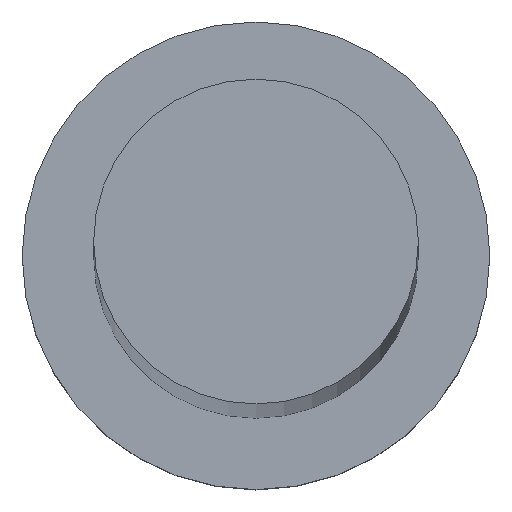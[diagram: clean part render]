
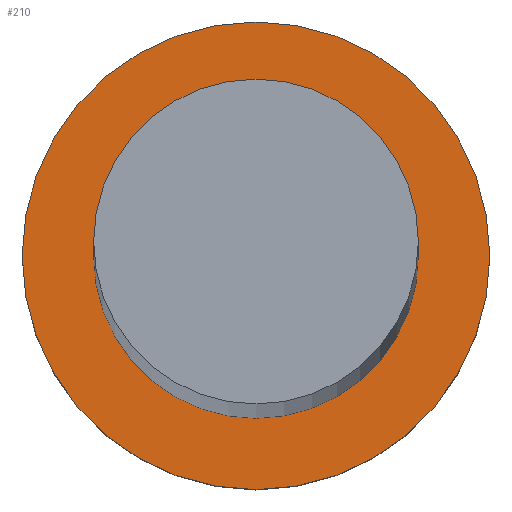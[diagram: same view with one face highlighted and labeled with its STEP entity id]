
A CAD part, top view. The second image highlights one B-rep face of the part: STEP entity #210.
In plain terms, the highlighted planar face has unit normal (0, 0, 1).
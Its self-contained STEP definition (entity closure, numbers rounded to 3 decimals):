
#15 = FACE_OUTER_BOUND ( 'NONE', #101, .T. ) ;
#32 = DIRECTION ( 'NONE',  ( 0., 0., 1. ) ) ;
#34 = CARTESIAN_POINT ( 'NONE',  ( -9., 0., 7. ) ) ;
#40 = CARTESIAN_POINT ( 'NONE',  ( 0., 0., 7. ) ) ;
#53 = CIRCLE ( 'NONE', #246, 9. ) ;
#59 = CARTESIAN_POINT ( 'NONE',  ( 0., 0., 7. ) ) ;
#62 = AXIS2_PLACEMENT_3D ( 'NONE', #59, #202, #200 ) ;
#64 = VERTEX_POINT ( 'NONE', #90 ) ;
#66 = DIRECTION ( 'NONE',  ( 0., 0., 1. ) ) ;
#68 = CIRCLE ( 'NONE', #161, 6.25 ) ;
#73 = CARTESIAN_POINT ( 'NONE',  ( 0., 0., 7. ) ) ;
#74 = PLANE ( 'NONE',  #206 ) ;
#78 = EDGE_CURVE ( 'NONE', #79, #64, #167, .T. ) ;
#79 = VERTEX_POINT ( 'NONE', #93 ) ;
#83 = AXIS2_PLACEMENT_3D ( 'NONE', #132, #32, #173 ) ;
#87 = DIRECTION ( 'NONE',  ( 1., 0., 0. ) ) ;
#90 = CARTESIAN_POINT ( 'NONE',  ( -6.25, 0., 7. ) ) ;
#93 = CARTESIAN_POINT ( 'NONE',  ( 6.25, 0., 7. ) ) ;
#95 = CARTESIAN_POINT ( 'NONE',  ( 0., 0., 7. ) ) ;
#101 = EDGE_LOOP ( 'NONE', ( #160, #179 ) ) ;
#104 = VERTEX_POINT ( 'NONE', #34 ) ;
#109 = DIRECTION ( 'NONE',  ( 0., 0., 1. ) ) ;
#121 = DIRECTION ( 'NONE',  ( 1., 0., 0. ) ) ;
#127 = EDGE_CURVE ( 'NONE', #64, #79, #68, .T. ) ;
#132 = CARTESIAN_POINT ( 'NONE',  ( 0., 0., 7. ) ) ;
#133 = ORIENTED_EDGE ( 'NONE', *, *, #78, .F. ) ;
#147 = CIRCLE ( 'NONE', #62, 9. ) ;
#157 = VERTEX_POINT ( 'NONE', #188 ) ;
#160 = ORIENTED_EDGE ( 'NONE', *, *, #219, .T. ) ;
#161 = AXIS2_PLACEMENT_3D ( 'NONE', #95, #218, #186 ) ;
#167 = CIRCLE ( 'NONE', #83, 6.25 ) ;
#173 = DIRECTION ( 'NONE',  ( 1., 0., 0. ) ) ;
#177 = ORIENTED_EDGE ( 'NONE', *, *, #127, .F. ) ;
#179 = ORIENTED_EDGE ( 'NONE', *, *, #245, .T. ) ;
#186 = DIRECTION ( 'NONE',  ( 1., 0., 0. ) ) ;
#188 = CARTESIAN_POINT ( 'NONE',  ( 9., 0., 7. ) ) ;
#190 = FACE_BOUND ( 'NONE', #241, .T. ) ;
#200 = DIRECTION ( 'NONE',  ( 1., 0., 0. ) ) ;
#202 = DIRECTION ( 'NONE',  ( 0., 0., 1. ) ) ;
#206 = AXIS2_PLACEMENT_3D ( 'NONE', #73, #109, #87 ) ;
#210 = ADVANCED_FACE ( 'NONE', ( #190, #15 ), #74, .T. ) ;
#218 = DIRECTION ( 'NONE',  ( 0., 0., 1. ) ) ;
#219 = EDGE_CURVE ( 'NONE', #104, #157, #53, .T. ) ;
#241 = EDGE_LOOP ( 'NONE', ( #177, #133 ) ) ;
#245 = EDGE_CURVE ( 'NONE', #157, #104, #147, .T. ) ;
#246 = AXIS2_PLACEMENT_3D ( 'NONE', #40, #66, #121 ) ;
